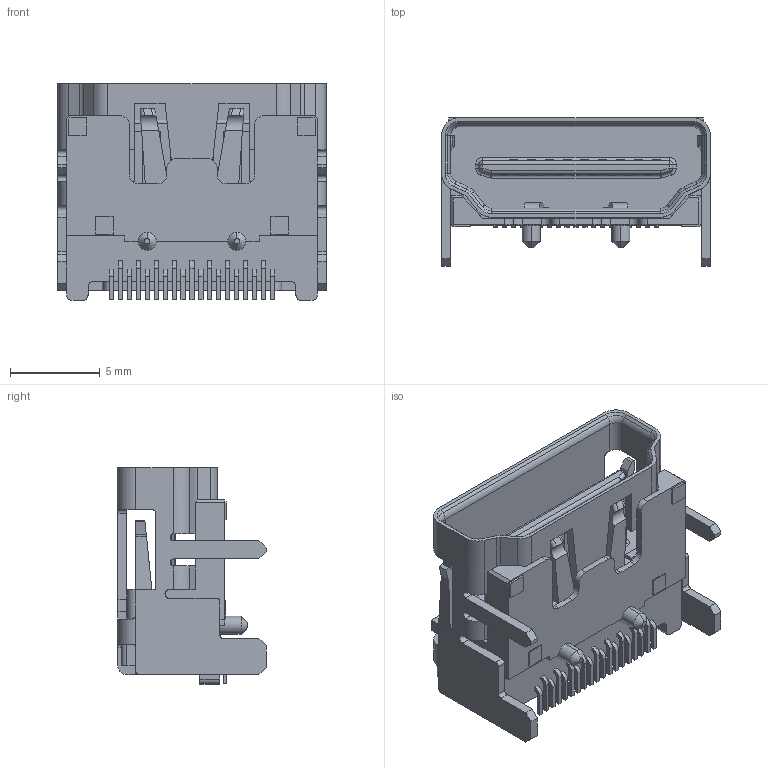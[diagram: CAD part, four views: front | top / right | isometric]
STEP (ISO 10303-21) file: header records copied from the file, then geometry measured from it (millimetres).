
FILE_DESCRIPTION((''),'2;1');
FILE_NAME('C-1827059-3','2011-03-17T',('workeradm'),('Tyco Electronics Ltd.'),'PRO/ENGINEER BY PARAMETRIC TECHNOLOGY CORPORATION, 2009300','PRO/ENGINEER BY PARAMETRIC TECHNOLOGY CORPORATION, 2009300','');
FILE_SCHEMA(('AUTOMOTIVE_DESIGN { 1 0 10303 214 1 1 1 1 }'));
Length unit declared in the file: millimetre
Products named in the file (1): C-1827059-3
Bounding box: 15 x 8.28 x 12.1 mm (x, y, z)
Volume: 576.9 mm3; surface area: 1163.6 mm2
Topology: 1 solids, 1 shells, 599 faces, 1642 edges, 1058 vertices
Faces by surface type: plane 403, cylinder 164, torus 12, cone 12, sphere 6, bspline 2
Entity records: 19224 total; most frequent: CARTESIAN_POINT 3500, ORIENTED_EDGE 3284, DIRECTION 3172, EDGE_CURVE 1642, VECTOR 1238, LINE 1238, VERTEX_POINT 1058, AXIS2_PLACEMENT_3D 967
